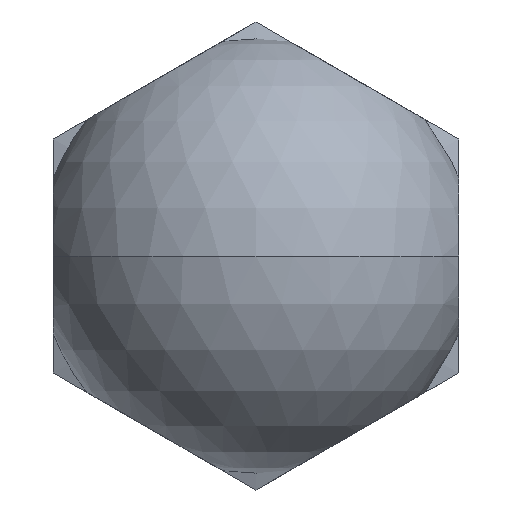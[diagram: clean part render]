
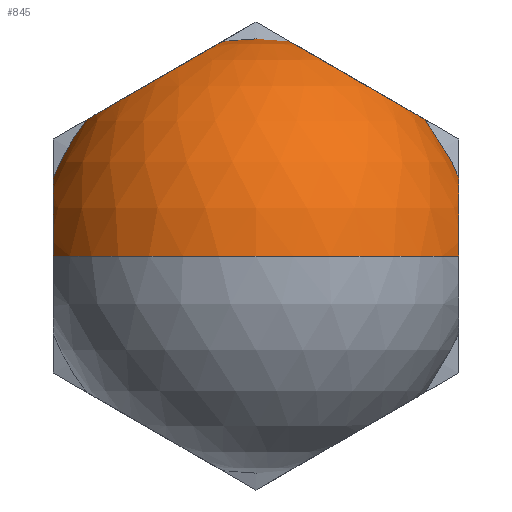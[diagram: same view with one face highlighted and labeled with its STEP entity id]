
A CAD part, front view. The second image highlights one B-rep face of the part: STEP entity #845.
In plain terms, the highlighted spherical face has radius 7.5 mm.
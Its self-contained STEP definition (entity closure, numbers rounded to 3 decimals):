
#13 = VERTEX_POINT ( 'NONE', #734 ) ;
#53 = DIRECTION ( 'NONE',  ( 0.866, 0., 0.5 ) ) ;
#55 = DIRECTION ( 'NONE',  ( 0.5, 0., -0.866 ) ) ;
#62 = CARTESIAN_POINT ( 'NONE',  ( -3.5, -14.5, 6.062 ) ) ;
#86 = CIRCLE ( 'NONE', #958, 7.5 ) ;
#96 = CARTESIAN_POINT ( 'NONE',  ( 0., -10., 0. ) ) ;
#107 = DIRECTION ( 'NONE',  ( 1., 0., 0. ) ) ;
#110 = ORIENTED_EDGE ( 'NONE', *, *, #474, .T. ) ;
#113 = DIRECTION ( 'NONE',  ( 0., 0., 1. ) ) ;
#115 = CARTESIAN_POINT ( 'NONE',  ( 0., -14.5, 0. ) ) ;
#144 = ORIENTED_EDGE ( 'NONE', *, *, #615, .F. ) ;
#146 = VERTEX_POINT ( 'NONE', #885 ) ;
#161 = AXIS2_PLACEMENT_3D ( 'NONE', #376, #374, #366 ) ;
#169 = DIRECTION ( 'NONE',  ( -1., 0., 0. ) ) ;
#170 = CIRCLE ( 'NONE', #161, 2.693 ) ;
#176 = DIRECTION ( 'NONE',  ( 0., 0., -1. ) ) ;
#182 = CARTESIAN_POINT ( 'NONE',  ( 0., -14.5, 0. ) ) ;
#188 = CIRCLE ( 'NONE', #238, 2.693 ) ;
#208 = AXIS2_PLACEMENT_3D ( 'NONE', #62, #55, #53 ) ;
#215 = VERTEX_POINT ( 'NONE', #783 ) ;
#218 = DIRECTION ( 'NONE',  ( 0., 1., 0. ) ) ;
#224 = CIRCLE ( 'NONE', #977, 2.693 ) ;
#228 = ORIENTED_EDGE ( 'NONE', *, *, #1112, .T. ) ;
#232 = CARTESIAN_POINT ( 'NONE',  ( 7., -11.807, 0. ) ) ;
#238 = AXIS2_PLACEMENT_3D ( 'NONE', #353, #351, #344 ) ;
#245 = VERTEX_POINT ( 'NONE', #709 ) ;
#262 = ORIENTED_EDGE ( 'NONE', *, *, #403, .T. ) ;
#266 = CIRCLE ( 'NONE', #763, 7.5 ) ;
#278 = ORIENTED_EDGE ( 'NONE', *, *, #861, .T. ) ;
#299 = ORIENTED_EDGE ( 'NONE', *, *, #1054, .F. ) ;
#342 = CARTESIAN_POINT ( 'NONE',  ( -7., -11.807, 0. ) ) ;
#344 = DIRECTION ( 'NONE',  ( 0.866, 0., -0.5 ) ) ;
#351 = DIRECTION ( 'NONE',  ( -0.5, 0., -0.866 ) ) ;
#353 = CARTESIAN_POINT ( 'NONE',  ( 3.5, -14.5, 6.062 ) ) ;
#366 = DIRECTION ( 'NONE',  ( 0.866, 0., 0.5 ) ) ;
#374 = DIRECTION ( 'NONE',  ( 0.5, 0., -0.866 ) ) ;
#376 = CARTESIAN_POINT ( 'NONE',  ( -3.5, -14.5, 6.062 ) ) ;
#399 = AXIS2_PLACEMENT_3D ( 'NONE', #96, #793, #789 ) ;
#400 = DIRECTION ( 'NONE',  ( 0., -1., 0. ) ) ;
#402 = CARTESIAN_POINT ( 'NONE',  ( -6., -10., 0. ) ) ;
#403 = EDGE_CURVE ( 'NONE', #245, #1038, #224, .T. ) ;
#404 = DIRECTION ( 'NONE',  ( 1., 0., 0. ) ) ;
#407 = CARTESIAN_POINT ( 'NONE',  ( -7., -14.5, 0. ) ) ;
#438 = DIRECTION ( 'NONE',  ( -1., 0., 0. ) ) ;
#444 = DIRECTION ( 'NONE',  ( 0.866, 0., -0.5 ) ) ;
#445 = SPHERICAL_SURFACE ( 'NONE', #726, 7.5 ) ;
#447 = CARTESIAN_POINT ( 'NONE',  ( 7., -17.193, 0. ) ) ;
#448 = DIRECTION ( 'NONE',  ( -0.5, 0., -0.866 ) ) ;
#451 = VERTEX_POINT ( 'NONE', #402 ) ;
#453 = CARTESIAN_POINT ( 'NONE',  ( 3.5, -14.5, 6.062 ) ) ;
#474 = EDGE_CURVE ( 'NONE', #215, #146, #170, .T. ) ;
#482 = EDGE_LOOP ( 'NONE', ( #493, #262 ) ) ;
#493 = ORIENTED_EDGE ( 'NONE', *, *, #502, .T. ) ;
#502 = EDGE_CURVE ( 'NONE', #1038, #245, #188, .T. ) ;
#513 = VERTEX_POINT ( 'NONE', #342 ) ;
#518 = CARTESIAN_POINT ( 'NONE',  ( 7., -14.5, 0. ) ) ;
#569 = VERTEX_POINT ( 'NONE', #232 ) ;
#615 = EDGE_CURVE ( 'NONE', #916, #13, #86, .T. ) ;
#617 = EDGE_LOOP ( 'NONE', ( #144, #889, #278, #687, #1018, #299, #228 ) ) ;
#626 = DIRECTION ( 'NONE',  ( -1., 0., 0. ) ) ;
#641 = DIRECTION ( 'NONE',  ( 0., 0., 1. ) ) ;
#647 = DIRECTION ( 'NONE',  ( -1., 0., 0. ) ) ;
#655 = DIRECTION ( 'NONE',  ( 0., 0., -1. ) ) ;
#657 = CARTESIAN_POINT ( 'NONE',  ( 0., -14.5, 0. ) ) ;
#665 = AXIS2_PLACEMENT_3D ( 'NONE', #518, #438, #218 ) ;
#672 = EDGE_CURVE ( 'NONE', #916, #1137, #981, .T. ) ;
#687 = ORIENTED_EDGE ( 'NONE', *, *, #946, .T. ) ;
#688 = CIRCLE ( 'NONE', #399, 6. ) ;
#708 = EDGE_CURVE ( 'NONE', #146, #215, #979, .T. ) ;
#709 = CARTESIAN_POINT ( 'NONE',  ( 1.168, -14.5, 7.408 ) ) ;
#714 = ORIENTED_EDGE ( 'NONE', *, *, #708, .T. ) ;
#726 = AXIS2_PLACEMENT_3D ( 'NONE', #761, #641, #626 ) ;
#734 = CARTESIAN_POINT ( 'NONE',  ( -7., -17.193, 0. ) ) ;
#761 = CARTESIAN_POINT ( 'NONE',  ( 0., -14.5, 0. ) ) ;
#763 = AXIS2_PLACEMENT_3D ( 'NONE', #657, #655, #647 ) ;
#783 = CARTESIAN_POINT ( 'NONE',  ( -5.832, -14.5, 4.716 ) ) ;
#786 = CARTESIAN_POINT ( 'NONE',  ( 5.832, -14.5, 4.716 ) ) ;
#789 = DIRECTION ( 'NONE',  ( -1., 0., 0. ) ) ;
#793 = DIRECTION ( 'NONE',  ( 0., 1., 0. ) ) ;
#828 = CARTESIAN_POINT ( 'NONE',  ( 6., -10., 0. ) ) ;
#845 = ADVANCED_FACE ( 'NONE', ( #948, #1162, #938 ), #445, .T. ) ;
#861 = EDGE_CURVE ( 'NONE', #1137, #569, #923, .T. ) ;
#863 = CIRCLE ( 'NONE', #1143, 7.5 ) ;
#885 = CARTESIAN_POINT ( 'NONE',  ( -1.168, -14.5, 7.408 ) ) ;
#889 = ORIENTED_EDGE ( 'NONE', *, *, #672, .T. ) ;
#916 = VERTEX_POINT ( 'NONE', #1131 ) ;
#923 = CIRCLE ( 'NONE', #665, 2.693 ) ;
#938 = FACE_OUTER_BOUND ( 'NONE', #617, .T. ) ;
#946 = EDGE_CURVE ( 'NONE', #569, #1020, #863, .T. ) ;
#948 = FACE_BOUND ( 'NONE', #1021, .T. ) ;
#958 = AXIS2_PLACEMENT_3D ( 'NONE', #182, #176, #169 ) ;
#977 = AXIS2_PLACEMENT_3D ( 'NONE', #453, #448, #444 ) ;
#979 = CIRCLE ( 'NONE', #208, 2.693 ) ;
#981 = CIRCLE ( 'NONE', #1109, 7.5 ) ;
#1013 = EDGE_CURVE ( 'NONE', #451, #1020, #688, .T. ) ;
#1014 = DIRECTION ( 'NONE',  ( 1., 0., 0. ) ) ;
#1018 = ORIENTED_EDGE ( 'NONE', *, *, #1013, .F. ) ;
#1019 = DIRECTION ( 'NONE',  ( 0., 0., 1. ) ) ;
#1020 = VERTEX_POINT ( 'NONE', #828 ) ;
#1021 = EDGE_LOOP ( 'NONE', ( #714, #110 ) ) ;
#1022 = CARTESIAN_POINT ( 'NONE',  ( 0., -14.5, 0. ) ) ;
#1038 = VERTEX_POINT ( 'NONE', #786 ) ;
#1054 = EDGE_CURVE ( 'NONE', #513, #451, #266, .T. ) ;
#1080 = CIRCLE ( 'NONE', #1121, 2.693 ) ;
#1109 = AXIS2_PLACEMENT_3D ( 'NONE', #115, #113, #107 ) ;
#1112 = EDGE_CURVE ( 'NONE', #513, #13, #1080, .T. ) ;
#1121 = AXIS2_PLACEMENT_3D ( 'NONE', #407, #404, #400 ) ;
#1131 = CARTESIAN_POINT ( 'NONE',  ( 0., -22., 0. ) ) ;
#1137 = VERTEX_POINT ( 'NONE', #447 ) ;
#1143 = AXIS2_PLACEMENT_3D ( 'NONE', #1022, #1019, #1014 ) ;
#1162 = FACE_BOUND ( 'NONE', #482, .T. ) ;
